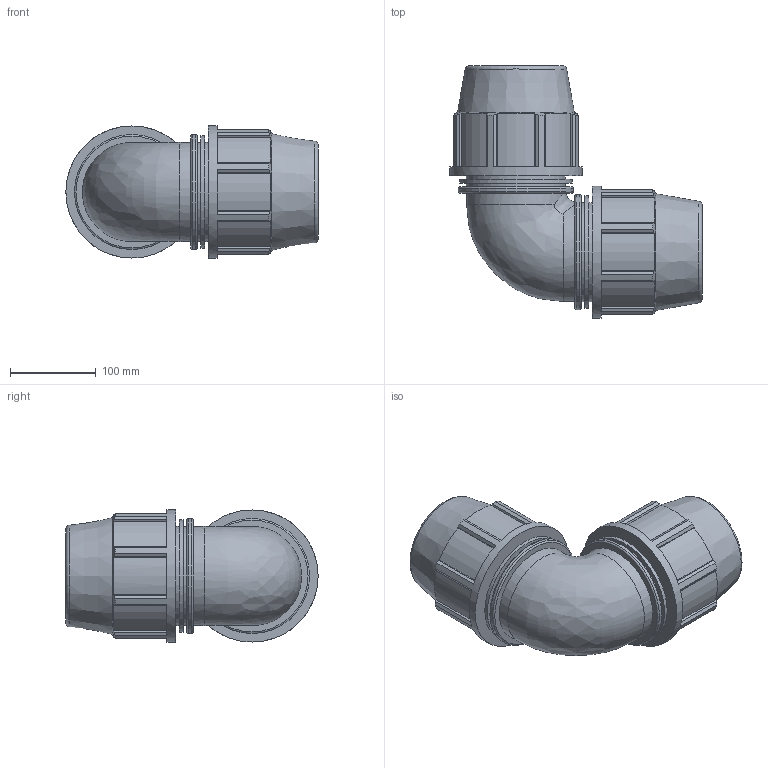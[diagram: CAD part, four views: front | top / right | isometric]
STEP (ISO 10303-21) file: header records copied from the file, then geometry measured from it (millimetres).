
FILE_DESCRIPTION(/* description */ ('PLASSON 90° ELBOW 90-90'),/* implementation_level */ '2;1');
FILE_NAME(/* name */ '0705060900A.ipt.stp',/* time_stamp */ '2018-03-25T20:10:30+03:00',/* author */ ('KIM'),/* organization */ (''),/* preprocessor_version */ 'ST-DEVELOPER v15.6',/* originating_system */ 'Autodesk Inventor 2015',/* authorisation */ '');
FILE_SCHEMA (('AUTOMOTIVE_DESIGN { 1 0 10303 214 3 1 1 }'));
Length unit declared in the file: millimetre
Products named in the file (1): 0705060900A
Bounding box: 294 x 294 x 154 mm (x, y, z)
Volume: 3023164.1 mm3; surface area: 349793 mm2
Topology: 1 solids, 1 shells, 143 faces, 371 edges, 244 vertices
Faces by surface type: plane 96, cylinder 30, cone 8, torus 7, bspline 2
Full cylindrical faces by diameter (mm): 90 x2, 115.5 x4, 131.3 x2, 133.98 x2, 154 x2
Entity records: 4338 total; most frequent: CARTESIAN_POINT 939, DIRECTION 700, ORIENTED_EDGE 680, EDGE_CURVE 340, AXIS2_PLACEMENT_3D 254, VERTEX_POINT 240, LINE 192, VECTOR 192
